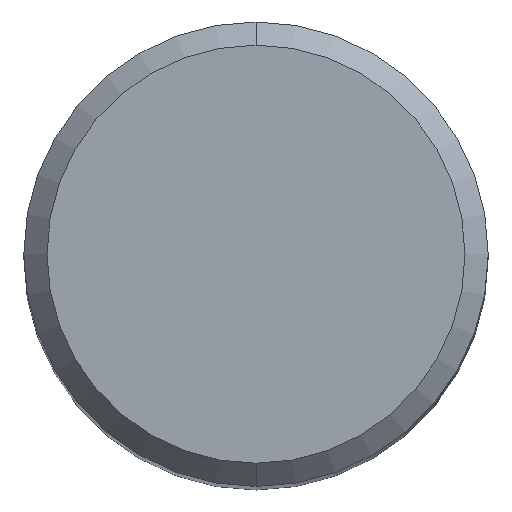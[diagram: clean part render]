
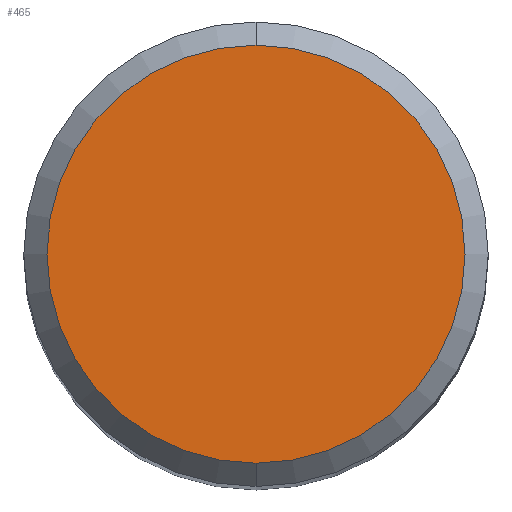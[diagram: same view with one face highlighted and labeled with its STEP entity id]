
A CAD part, top view. The second image highlights one B-rep face of the part: STEP entity #465.
In plain terms, the highlighted planar face has unit normal (0, 0, 1).
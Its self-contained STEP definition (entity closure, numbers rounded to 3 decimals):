
#193=VERTEX_POINT('',#509);
#213=EDGE_CURVE('',#193,#381,#532,.T.);
#283=EDGE_CURVE('',#381,#193,#611,.T.);
#381=VERTEX_POINT('',#717);
#465=ADVANCED_FACE('',(#811),#812,.T.);
#509=CARTESIAN_POINT('',(0.,-4.5,0.0));
#532=CIRCLE('',#876,4.5);
#611=CIRCLE('',#1042,4.5);
#717=CARTESIAN_POINT('',(0.0,4.5,0.0));
#811=FACE_OUTER_BOUND('',#1484,.T.);
#812=PLANE('',#1485);
#876=AXIS2_PLACEMENT_3D('',#1554,#1555,#1556);
#1042=AXIS2_PLACEMENT_3D('',#1672,#1673,#1674);
#1484=EDGE_LOOP('',(#1868,#1869));
#1485=AXIS2_PLACEMENT_3D('',#1870,#1871,#1872);
#1554=CARTESIAN_POINT('',(0.0,0.0,0.0));
#1555=DIRECTION('',(0.0,0.0,-1.0));
#1556=DIRECTION('',(0.0,1.0,0.0));
#1672=CARTESIAN_POINT('',(0.0,0.0,0.0));
#1673=DIRECTION('',(0.0,0.0,-1.0));
#1674=DIRECTION('',(0.0,1.0,0.0));
#1868=ORIENTED_EDGE('',*,*,#283,.F.);
#1869=ORIENTED_EDGE('',*,*,#213,.F.);
#1870=CARTESIAN_POINT('',(0.0,2.25,0.0));
#1871=DIRECTION('',(-0.0,0.0,1.0));
#1872=DIRECTION('',(0.0,-1.0,0.0));
